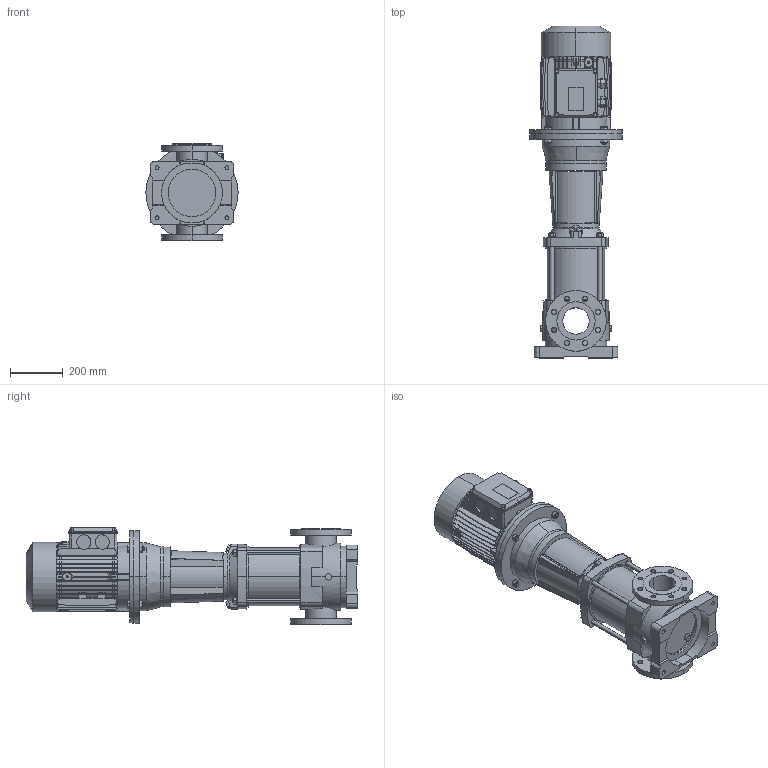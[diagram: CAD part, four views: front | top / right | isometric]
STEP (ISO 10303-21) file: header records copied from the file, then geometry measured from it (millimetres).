
FILE_DESCRIPTION (( 'STEP AP203' ), '1' );
FILE_NAME ('4.93.632.03swa02.step', '2023-04-13T14:22:41', ( '' ), ( '' ), 'SwSTEP 2.0', 'SolidWorks 2020', '' );
FILE_SCHEMA (( 'CONFIG_CONTROL_DESIGN' ));
Length unit declared in the file: millimetre
Products named in the file (7): 10007568swp00_M132 B5-De350; Copia di Coperchio MXV 100^4.93.632.03swa02_Default<A macchina>; 10007576swa02_M132S ANONIMO; 10007670swn00_M32x1.5; Copia di 4_93_632_03_REV00^4.93.632.03swa02; 10007572swp02_132S-R3 ANONIMO; 4.93.632.03swa02
Assembly tree (7 placements, depth 3):
  4.93.632.03swa02
    Copia di 4_93_632_03_REV00^4.93.632.03swa02
    Copia di Coperchio MXV 100^4.93.632.03swa02_Default<A macchina>
    10007576swa02_M132S ANONIMO
      10007568swp00_M132 B5-De350
      10007572swp02_132S-R3 ANONIMO
      10007670swn00_M32x1.5  x2
Bounding box: 350 x 1258.2 x 371.5 mm (x, y, z)
Volume: 34393121.8 mm3; surface area: 3213424.2 mm2
Topology: 36 solids, 36 shells, 1765 faces, 4564 edges, 2966 vertices
Faces by surface type: plane 1034, cylinder 422, cone 248, bspline 57, torus 4
Entity records: 57844 total; most frequent: CARTESIAN_POINT 16436, ORIENTED_EDGE 8762, DIRECTION 7903, EDGE_CURVE 4381, VERTEX_POINT 2868, AXIS2_PLACEMENT_3D 2656, LINE 2591, VECTOR 2591
